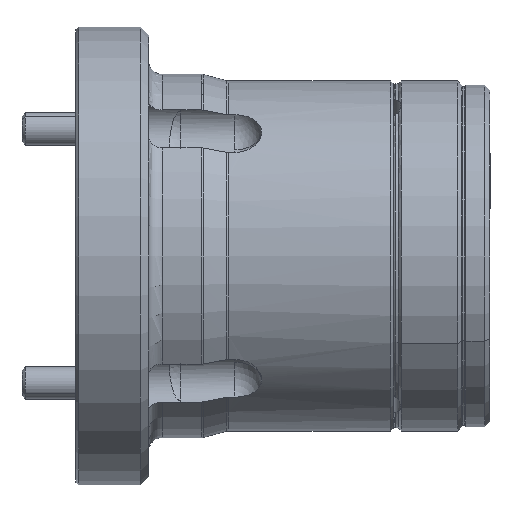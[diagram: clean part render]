
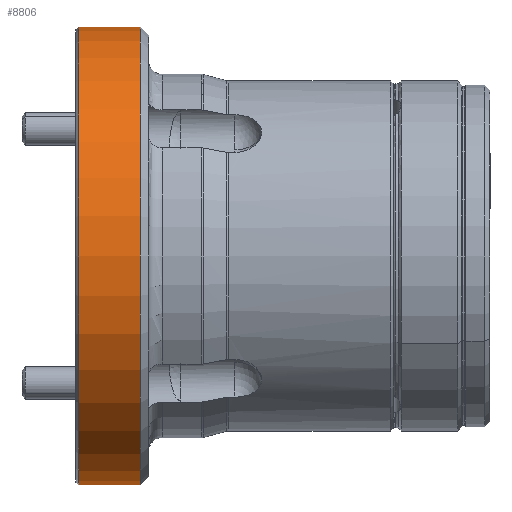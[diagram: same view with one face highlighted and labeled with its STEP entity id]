
A CAD part, front view. The second image highlights one B-rep face of the part: STEP entity #8806.
In plain terms, the highlighted cylindrical face has radius 85 mm (diameter 170 mm), a partial arc.
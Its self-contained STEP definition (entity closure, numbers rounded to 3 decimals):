
#164 = CARTESIAN_POINT ( 'NONE',  ( 1., 0., -85. ) ) ;
#979 = EDGE_CURVE ( 'NONE', #9322, #2747, #4640, .T. ) ;
#1237 = CARTESIAN_POINT ( 'NONE',  ( 0., 0., 0. ) ) ;
#1856 = EDGE_LOOP ( 'NONE', ( #4692, #10344, #6012, #3664 ) ) ;
#2446 = AXIS2_PLACEMENT_3D ( 'NONE', #3896, #9658, #4744 ) ;
#2747 = VERTEX_POINT ( 'NONE', #10160 ) ;
#3186 = CARTESIAN_POINT ( 'NONE',  ( 24., 0., 0. ) ) ;
#3212 = DIRECTION ( 'NONE',  ( -1., 0., 0. ) ) ;
#3221 = DIRECTION ( 'NONE',  ( 0., 0., 1. ) ) ;
#3309 = VERTEX_POINT ( 'NONE', #9905 ) ;
#3664 = ORIENTED_EDGE ( 'NONE', *, *, #10552, .T. ) ;
#3784 = DIRECTION ( 'NONE',  ( -1., 0., 0. ) ) ;
#3846 = CARTESIAN_POINT ( 'NONE',  ( 24., 0., -85. ) ) ;
#3896 = CARTESIAN_POINT ( 'NONE',  ( 1., 0., 0. ) ) ;
#4640 = CIRCLE ( 'NONE', #5156, 85. ) ;
#4692 = ORIENTED_EDGE ( 'NONE', *, *, #9342, .F. ) ;
#4744 = DIRECTION ( 'NONE',  ( 0., 0., -1. ) ) ;
#5156 = AXIS2_PLACEMENT_3D ( 'NONE', #3186, #3212, #3221 ) ;
#5455 = VERTEX_POINT ( 'NONE', #164 ) ;
#5941 = CARTESIAN_POINT ( 'NONE',  ( 0., 0., 85. ) ) ;
#6012 = ORIENTED_EDGE ( 'NONE', *, *, #7737, .T. ) ;
#6148 = CIRCLE ( 'NONE', #2446, 85. ) ;
#6167 = VECTOR ( 'NONE', #6774, 1000. ) ;
#6281 = FACE_OUTER_BOUND ( 'NONE', #1856, .T. ) ;
#6331 = DIRECTION ( 'NONE',  ( -1., 0., 0. ) ) ;
#6774 = DIRECTION ( 'NONE',  ( -1., 0., 0. ) ) ;
#7172 = CARTESIAN_POINT ( 'NONE',  ( 0., 0., -85. ) ) ;
#7737 = EDGE_CURVE ( 'NONE', #2747, #3309, #8343, .T. ) ;
#8343 = LINE ( 'NONE', #5941, #6167 ) ;
#8722 = AXIS2_PLACEMENT_3D ( 'NONE', #1237, #3784, #10326 ) ;
#8806 = ADVANCED_FACE ( 'NONE', ( #6281 ), #10376, .T. ) ;
#9322 = VERTEX_POINT ( 'NONE', #3846 ) ;
#9342 = EDGE_CURVE ( 'NONE', #9322, #5455, #10623, .T. ) ;
#9658 = DIRECTION ( 'NONE',  ( 1., 0., 0. ) ) ;
#9905 = CARTESIAN_POINT ( 'NONE',  ( 1., 0., 85. ) ) ;
#10160 = CARTESIAN_POINT ( 'NONE',  ( 24., 0., 85. ) ) ;
#10326 = DIRECTION ( 'NONE',  ( 0., 0., 1. ) ) ;
#10344 = ORIENTED_EDGE ( 'NONE', *, *, #979, .T. ) ;
#10372 = VECTOR ( 'NONE', #6331, 1000. ) ;
#10376 = CYLINDRICAL_SURFACE ( 'NONE', #8722, 85. ) ;
#10552 = EDGE_CURVE ( 'NONE', #3309, #5455, #6148, .T. ) ;
#10623 = LINE ( 'NONE', #7172, #10372 ) ;
